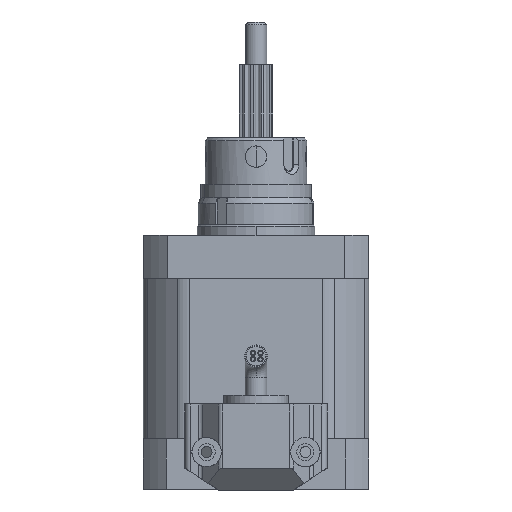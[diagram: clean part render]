
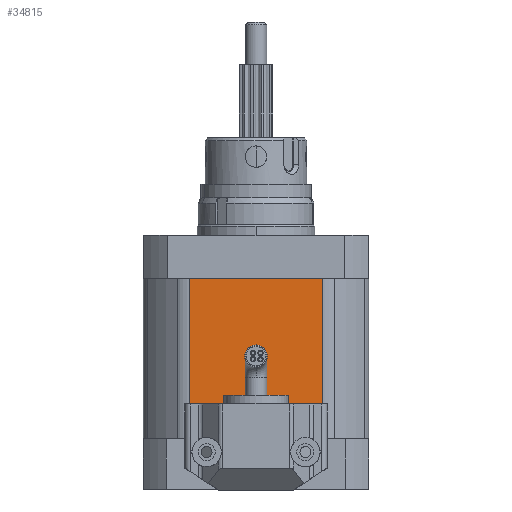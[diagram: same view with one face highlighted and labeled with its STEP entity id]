
A CAD part, front view. The second image highlights one B-rep face of the part: STEP entity #34815.
In plain terms, the highlighted planar face has unit normal (0, -1, 0).
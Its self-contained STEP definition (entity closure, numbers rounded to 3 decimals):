
#296 = CARTESIAN_POINT ( 'NONE',  ( 12.361, -21.1, -15. ) ) ;
#434 = CARTESIAN_POINT ( 'NONE',  ( -12.361, -21.1, 15. ) ) ;
#5158 = CARTESIAN_POINT ( 'NONE',  ( 12.361, -21.1, 15. ) ) ;
#5553 = LINE ( 'NONE', #5158, #46263 ) ;
#6381 = ORIENTED_EDGE ( 'NONE', *, *, #40372, .T. ) ;
#6494 = ORIENTED_EDGE ( 'NONE', *, *, #46731, .F. ) ;
#7169 = DIRECTION ( 'NONE',  ( 1., 0., 0. ) ) ;
#7650 = LINE ( 'NONE', #43733, #28971 ) ;
#10250 = FACE_OUTER_BOUND ( 'NONE', #39076, .T. ) ;
#10952 = ORIENTED_EDGE ( 'NONE', *, *, #12982, .T. ) ;
#12091 = AXIS2_PLACEMENT_3D ( 'NONE', #46332, #57846, #70899 ) ;
#12643 = VERTEX_POINT ( 'NONE', #76864 ) ;
#12982 = EDGE_CURVE ( 'NONE', #12643, #15212, #32018, .T. ) ;
#13876 = VERTEX_POINT ( 'NONE', #36650 ) ;
#15212 = VERTEX_POINT ( 'NONE', #45398 ) ;
#16981 = PLANE ( 'NONE',  #12091 ) ;
#19708 = CARTESIAN_POINT ( 'NONE',  ( -12.361, -21.1, 15. ) ) ;
#28662 = VERTEX_POINT ( 'NONE', #296 ) ;
#28971 = VECTOR ( 'NONE', #67923, 1000. ) ;
#29337 = DIRECTION ( 'NONE',  ( 0., 0., -1. ) ) ;
#32018 = LINE ( 'NONE', #19708, #38947 ) ;
#34815 = ADVANCED_FACE ( 'NONE', ( #10250 ), #16981, .F. ) ;
#36133 = LINE ( 'NONE', #434, #72483 ) ;
#36190 = EDGE_CURVE ( 'NONE', #13876, #28662, #5553, .T. ) ;
#36650 = CARTESIAN_POINT ( 'NONE',  ( 12.361, -21.1, 15. ) ) ;
#38947 = VECTOR ( 'NONE', #44305, 1000. ) ;
#39076 = EDGE_LOOP ( 'NONE', ( #6381, #61712, #6494, #10952 ) ) ;
#40372 = EDGE_CURVE ( 'NONE', #15212, #28662, #7650, .T. ) ;
#43733 = CARTESIAN_POINT ( 'NONE',  ( -12.361, -21.1, -15. ) ) ;
#44305 = DIRECTION ( 'NONE',  ( 0., 0., -1. ) ) ;
#45398 = CARTESIAN_POINT ( 'NONE',  ( -12.361, -21.1, -15. ) ) ;
#46263 = VECTOR ( 'NONE', #29337, 1000. ) ;
#46332 = CARTESIAN_POINT ( 'NONE',  ( -12.361, -21.1, 15. ) ) ;
#46731 = EDGE_CURVE ( 'NONE', #12643, #13876, #36133, .T. ) ;
#57846 = DIRECTION ( 'NONE',  ( 0., 1., 0. ) ) ;
#61712 = ORIENTED_EDGE ( 'NONE', *, *, #36190, .F. ) ;
#67923 = DIRECTION ( 'NONE',  ( 1., 0., 0. ) ) ;
#70899 = DIRECTION ( 'NONE',  ( 0., 0., 1. ) ) ;
#72483 = VECTOR ( 'NONE', #7169, 1000. ) ;
#76864 = CARTESIAN_POINT ( 'NONE',  ( -12.361, -21.1, 15. ) ) ;
